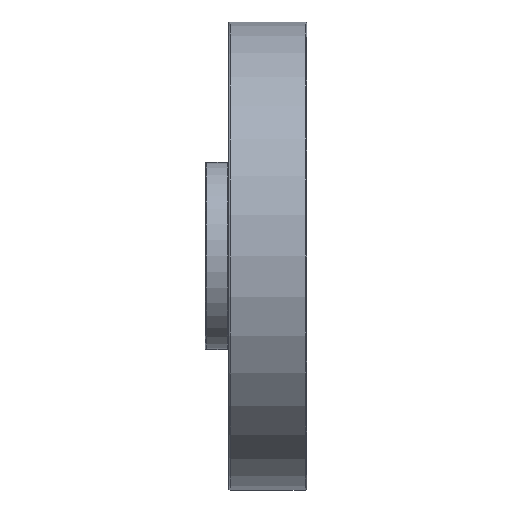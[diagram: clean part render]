
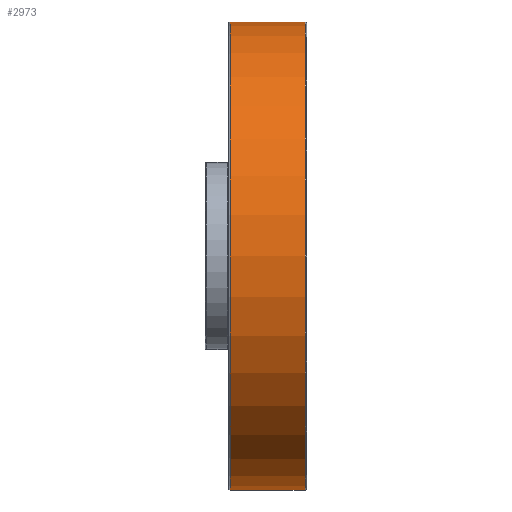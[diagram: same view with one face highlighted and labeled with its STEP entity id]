
A CAD part, left-side view. The second image highlights one B-rep face of the part: STEP entity #2973.
In plain terms, the highlighted cylindrical face has radius 15 mm (diameter 30 mm), a partial arc.
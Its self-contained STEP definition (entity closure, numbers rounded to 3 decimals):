
#53 = CARTESIAN_POINT ( 'NONE',  ( 0., 0.1, 0. ) ) ;
#118 = CARTESIAN_POINT ( 'NONE',  ( 0., 0.1, -15. ) ) ;
#507 = AXIS2_PLACEMENT_3D ( 'NONE', #2362, #2393, #2766 ) ;
#628 = FACE_OUTER_BOUND ( 'NONE', #5533, .T. ) ;
#717 = EDGE_CURVE ( 'NONE', #4531, #2156, #2723, .T. ) ;
#1318 = EDGE_CURVE ( 'NONE', #4417, #2095, #2539, .T. ) ;
#1688 = DIRECTION ( 'NONE',  ( 0., -1., 0. ) ) ;
#1879 = LINE ( 'NONE', #2648, #5218 ) ;
#2095 = VERTEX_POINT ( 'NONE', #4330 ) ;
#2123 = CARTESIAN_POINT ( 'NONE',  ( 0., 4.9, 15. ) ) ;
#2156 = VERTEX_POINT ( 'NONE', #4056 ) ;
#2362 = CARTESIAN_POINT ( 'NONE',  ( 0., 6.5, 0. ) ) ;
#2393 = DIRECTION ( 'NONE',  ( 0., -1., 0. ) ) ;
#2539 = CIRCLE ( 'NONE', #4011, 15. ) ;
#2563 = EDGE_CURVE ( 'NONE', #4417, #2156, #1879, .T. ) ;
#2648 = CARTESIAN_POINT ( 'NONE',  ( 0., 6.5, 15. ) ) ;
#2723 = CIRCLE ( 'NONE', #4696, 15. ) ;
#2766 = DIRECTION ( 'NONE',  ( 0., 0., -1. ) ) ;
#2973 = ADVANCED_FACE ( 'NONE', ( #628 ), #4545, .T. ) ;
#3015 = ORIENTED_EDGE ( 'NONE', *, *, #717, .T. ) ;
#3020 = VECTOR ( 'NONE', #5305, 1000. ) ;
#3021 = ORIENTED_EDGE ( 'NONE', *, *, #1318, .T. ) ;
#3399 = EDGE_CURVE ( 'NONE', #2095, #4531, #4147, .T. ) ;
#3580 = CARTESIAN_POINT ( 'NONE',  ( 0., 6.5, -15. ) ) ;
#4011 = AXIS2_PLACEMENT_3D ( 'NONE', #5575, #1688, #4727 ) ;
#4056 = CARTESIAN_POINT ( 'NONE',  ( 0., 0.1, 15. ) ) ;
#4147 = LINE ( 'NONE', #3580, #3020 ) ;
#4253 = DIRECTION ( 'NONE',  ( 0., 0., 1. ) ) ;
#4330 = CARTESIAN_POINT ( 'NONE',  ( 0., 4.9, -15. ) ) ;
#4382 = DIRECTION ( 'NONE',  ( 0., -1., 0. ) ) ;
#4417 = VERTEX_POINT ( 'NONE', #2123 ) ;
#4531 = VERTEX_POINT ( 'NONE', #118 ) ;
#4545 = CYLINDRICAL_SURFACE ( 'NONE', #507, 15. ) ;
#4687 = ORIENTED_EDGE ( 'NONE', *, *, #2563, .F. ) ;
#4696 = AXIS2_PLACEMENT_3D ( 'NONE', #53, #5551, #4253 ) ;
#4727 = DIRECTION ( 'NONE',  ( 0., 0., 1. ) ) ;
#5155 = ORIENTED_EDGE ( 'NONE', *, *, #3399, .T. ) ;
#5218 = VECTOR ( 'NONE', #4382, 1000. ) ;
#5305 = DIRECTION ( 'NONE',  ( 0., -1., 0. ) ) ;
#5533 = EDGE_LOOP ( 'NONE', ( #4687, #3021, #5155, #3015 ) ) ;
#5551 = DIRECTION ( 'NONE',  ( 0., 1., 0. ) ) ;
#5575 = CARTESIAN_POINT ( 'NONE',  ( 0., 4.9, 0. ) ) ;
